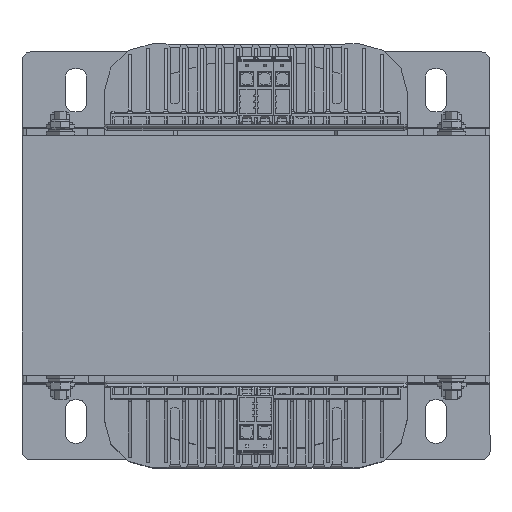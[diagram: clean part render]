
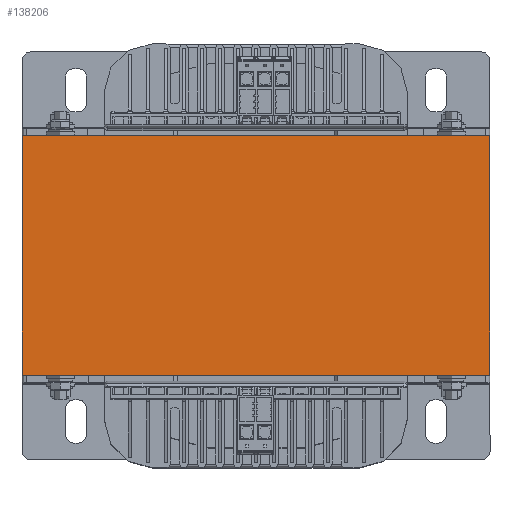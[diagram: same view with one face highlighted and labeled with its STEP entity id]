
A CAD part, top view. The second image highlights one B-rep face of the part: STEP entity #138206.
In plain terms, the highlighted planar face has unit normal (0, 0, 1).
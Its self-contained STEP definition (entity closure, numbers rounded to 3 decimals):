
#6514=FACE_OUTER_BOUND('',#13647,.T.);
#13647=EDGE_LOOP('',(#86150,#86151,#86152,#86153));
#21075=LINE('',#185684,#37093);
#21107=LINE('',#185764,#37125);
#21108=LINE('',#185766,#37126);
#21109=LINE('',#185767,#37127);
#37093=VECTOR('',#153673,1.);
#37125=VECTOR('',#153747,10.);
#37126=VECTOR('',#153748,1.);
#37127=VECTOR('',#153749,1.);
#53111=VERTEX_POINT('',#185682);
#53112=VERTEX_POINT('',#185683);
#53139=VERTEX_POINT('',#185763);
#53140=VERTEX_POINT('',#185765);
#66127=EDGE_CURVE('',#53111,#53112,#21075,.T.);
#66167=EDGE_CURVE('',#53112,#53139,#21107,.T.);
#66168=EDGE_CURVE('',#53139,#53140,#21108,.T.);
#66169=EDGE_CURVE('',#53140,#53111,#21109,.T.);
#86150=ORIENTED_EDGE('',*,*,#66167,.T.);
#86151=ORIENTED_EDGE('',*,*,#66168,.T.);
#86152=ORIENTED_EDGE('',*,*,#66169,.T.);
#86153=ORIENTED_EDGE('',*,*,#66127,.T.);
#126013=PLANE('',#145693);
#138206=ADVANCED_FACE('',(#6514),#126013,.T.);
#145693=AXIS2_PLACEMENT_3D('',#185762,#153745,#153746);
#153673=DIRECTION('',(1.,0.,0.));
#153745=DIRECTION('center_axis',(0.,0.,1.));
#153746=DIRECTION('ref_axis',(0.,-1.,0.));
#153747=DIRECTION('',(0.,1.,0.));
#153748=DIRECTION('',(-1.,0.,0.));
#153749=DIRECTION('',(0.,-1.,0.));
#185682=CARTESIAN_POINT('',(490.1,-68.222,113.5));
#185683=CARTESIAN_POINT('',(685.1,-68.222,113.5));
#185684=CARTESIAN_POINT('',(685.1,-68.222,113.5));
#185762=CARTESIAN_POINT('Origin',(490.1,1.778,113.5));
#185763=CARTESIAN_POINT('',(685.1,31.778,113.5));
#185764=CARTESIAN_POINT('',(685.1,11.778,113.5));
#185765=CARTESIAN_POINT('',(490.1,31.778,113.5));
#185766=CARTESIAN_POINT('',(685.1,31.778,113.5));
#185767=CARTESIAN_POINT('',(490.1,1.778,113.5));
